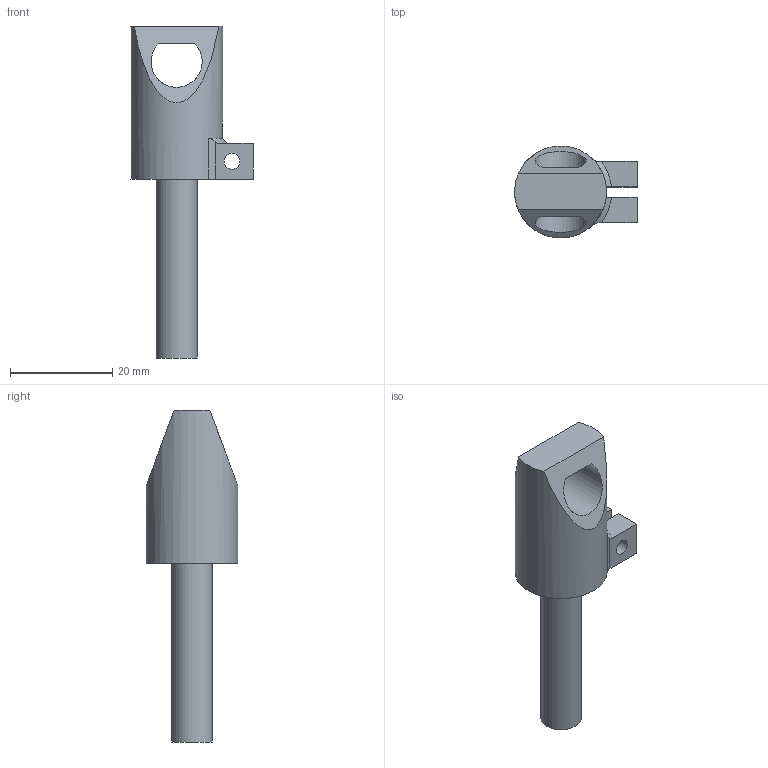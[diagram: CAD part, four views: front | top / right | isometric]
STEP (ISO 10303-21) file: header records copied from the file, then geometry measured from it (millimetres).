
FILE_DESCRIPTION(/* description */ (''),/* implementation_level */ '2;1');
FILE_NAME(/* name */ 'Holder for 8mm Shaft.step',/* time_stamp */ '2025-04-30T19:55:52-05:00',/* author */ (''),/* organization */ (''),/* preprocessor_version */ 'ST-DEVELOPER v20.1',/* originating_system */ 'Autodesk Translation Framework v14.4.0.0',/* authorisation */ '');
FILE_SCHEMA (('AUTOMOTIVE_DESIGN { 1 0 10303 214 3 1 1 }'));
Length unit declared in the file: millimetre
Products named in the file (3): (Unsaved); 8mm rod; 8mmRodHolder
Assembly tree (2 placements, depth 2):
  (Unsaved)
    8mm rod
    8mmRodHolder
Bounding box: 23.97 x 18 x 65 mm (x, y, z)
Volume: 7985.9 mm3; surface area: 4467.4 mm2
Topology: 2 solids, 2 shells, 28 faces, 70 edges, 46 vertices
Faces by surface type: plane 18, cylinder 8, cone 2
Full cylindrical faces by diameter (mm): 3.1 x2, 8 x2, 18 x1
Entity records: 947 total; most frequent: CARTESIAN_POINT 171, DIRECTION 156, ORIENTED_EDGE 140, EDGE_CURVE 70, AXIS2_PLACEMENT_3D 59, VERTEX_POINT 46, LINE 38, VECTOR 38
